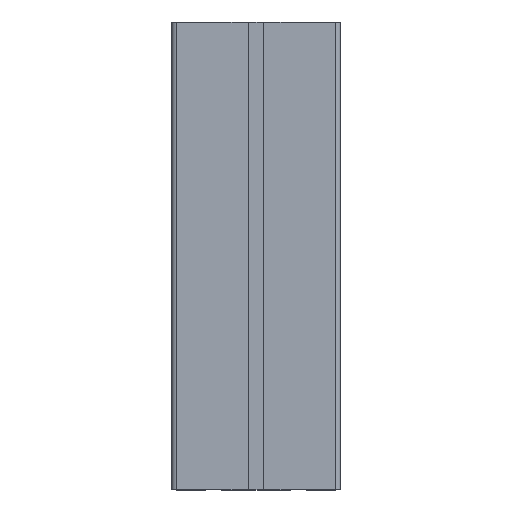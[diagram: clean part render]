
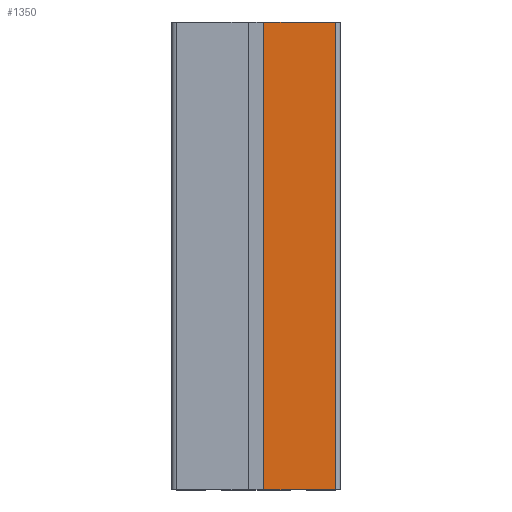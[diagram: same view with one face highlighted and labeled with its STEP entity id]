
A CAD part, top view. The second image highlights one B-rep face of the part: STEP entity #1350.
In plain terms, the highlighted planar face has unit normal (0, 0, 1).
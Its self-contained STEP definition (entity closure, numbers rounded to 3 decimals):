
#90=FACE_OUTER_BOUND('',#158,.T.);
#158=EDGE_LOOP('',(#987,#988,#989,#990));
#276=LINE('',#2040,#446);
#277=LINE('',#2043,#447);
#278=LINE('',#2045,#448);
#279=LINE('',#2046,#449);
#446=VECTOR('',#1658,10.);
#447=VECTOR('',#1661,10.);
#448=VECTOR('',#1662,10.);
#449=VECTOR('',#1663,10.);
#599=VERTEX_POINT('',#2036);
#600=VERTEX_POINT('',#2038);
#601=VERTEX_POINT('',#2042);
#602=VERTEX_POINT('',#2044);
#760=EDGE_CURVE('',#599,#600,#276,.T.);
#761=EDGE_CURVE('',#601,#599,#277,.T.);
#762=EDGE_CURVE('',#602,#600,#278,.T.);
#763=EDGE_CURVE('',#601,#602,#279,.T.);
#987=ORIENTED_EDGE('',*,*,#761,.T.);
#988=ORIENTED_EDGE('',*,*,#760,.T.);
#989=ORIENTED_EDGE('',*,*,#762,.F.);
#990=ORIENTED_EDGE('',*,*,#763,.F.);
#1290=PLANE('',#1444);
#1350=ADVANCED_FACE('',(#90),#1290,.T.);
#1444=AXIS2_PLACEMENT_3D('',#2041,#1659,#1660);
#1658=DIRECTION('',(0.,1.,0.));
#1659=DIRECTION('center_axis',(0.,0.,1.));
#1660=DIRECTION('ref_axis',(1.,0.,0.));
#1661=DIRECTION('',(1.,0.,0.));
#1662=DIRECTION('',(1.,0.,0.));
#1663=DIRECTION('',(0.,1.,0.));
#2036=CARTESIAN_POINT('',(87.5,0.,18.5));
#2038=CARTESIAN_POINT('',(87.5,250.,18.5));
#2040=CARTESIAN_POINT('',(87.5,0.,18.5));
#2041=CARTESIAN_POINT('Origin',(49.185,0.,18.5));
#2042=CARTESIAN_POINT('',(49.185,0.,18.5));
#2043=CARTESIAN_POINT('',(49.185,0.,18.5));
#2044=CARTESIAN_POINT('',(49.185,250.,18.5));
#2045=CARTESIAN_POINT('',(49.185,250.,18.5));
#2046=CARTESIAN_POINT('',(49.185,0.,18.5));
